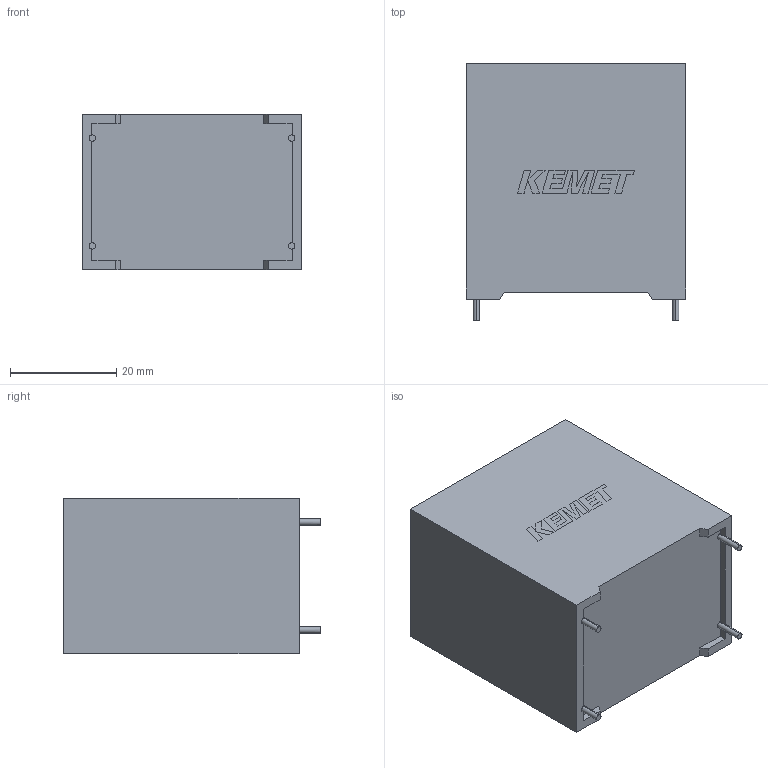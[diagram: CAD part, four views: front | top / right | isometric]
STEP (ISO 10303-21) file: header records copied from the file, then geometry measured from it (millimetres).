
FILE_DESCRIPTION (( 'STEP AP214' ), '1' );
FILE_NAME ('CFP_RB4_42X45X30_L41.3H44.3T29.3S37.5S120.3LL4F1.2.STEP', '2021-03-25T17:21:31', ( '' ), ( '' ), 'SwSTEP 2.0', 'SolidWorks 2014', '' );
FILE_SCHEMA (( 'AUTOMOTIVE_DESIGN' ));
Length unit declared in the file: millimetre
Products named in the file (1): CFP_RB4_42X45X30_L41.3H44.3T29.3S37.5S120.3LL4F1.2
Bounding box: 41.3 x 48.3 x 29.3 mm (x, y, z)
Volume: 52236.8 mm3; surface area: 8875.9 mm2
Topology: 4 solids, 4 shells, 91 faces, 249 edges, 166 vertices
Faces by surface type: plane 83, cylinder 8
Entity records: 3282 total; most frequent: CARTESIAN_POINT 507, ORIENTED_EDGE 498, DIRECTION 457, EDGE_CURVE 249, LINE 225, VECTOR 225, VERTEX_POINT 166, AXIS2_PLACEMENT_3D 116
